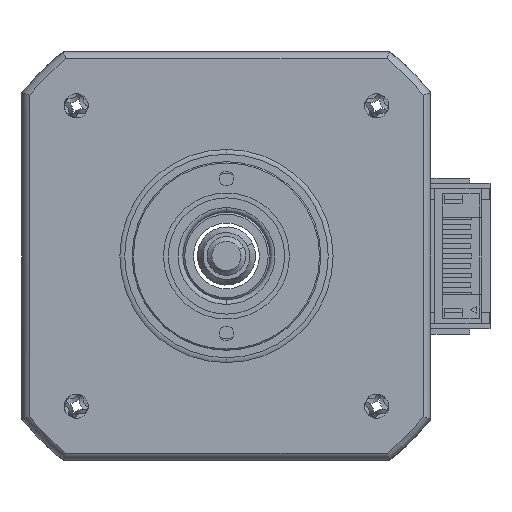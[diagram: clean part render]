
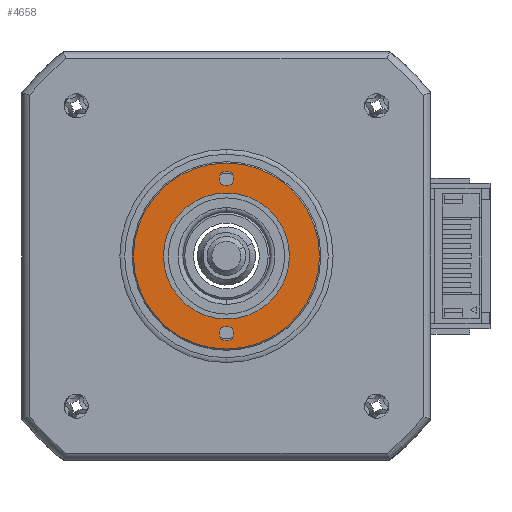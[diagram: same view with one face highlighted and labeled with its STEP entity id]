
A CAD part, left-side view. The second image highlights one B-rep face of the part: STEP entity #4658.
In plain terms, the highlighted planar face has unit normal (-1, 0, 0).
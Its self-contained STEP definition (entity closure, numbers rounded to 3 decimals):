
#35 = CIRCLE ( 'NONE', #4262, 0.75 ) ;
#96 = DIRECTION ( 'NONE',  ( 0., 1., 0. ) ) ;
#388 = AXIS2_PLACEMENT_3D ( 'NONE', #7877, #1920, #8857 ) ;
#493 = CARTESIAN_POINT ( 'NONE',  ( -26.423, 5.222, 40.3 ) ) ;
#1155 = DIRECTION ( 'NONE',  ( -1., 0., 0. ) ) ;
#1240 = VERTEX_POINT ( 'NONE', #8477 ) ;
#1301 = FACE_BOUND ( 'NONE', #12819, .T. ) ;
#1575 = EDGE_LOOP ( 'NONE', ( #12486, #10318 ) ) ;
#1609 = CARTESIAN_POINT ( 'NONE',  ( -26.423, -2.028, 48.3 ) ) ;
#1741 = DIRECTION ( 'NONE',  ( 1., 0., 0. ) ) ;
#1851 = CARTESIAN_POINT ( 'NONE',  ( -26.423, 4.472, 48.3 ) ) ;
#1907 = DIRECTION ( 'NONE',  ( 1., 0., 0. ) ) ;
#1920 = DIRECTION ( 'NONE',  ( 1., 0., 0. ) ) ;
#1986 = DIRECTION ( 'NONE',  ( 0., 1., 0. ) ) ;
#2238 = CARTESIAN_POINT ( 'NONE',  ( -26.423, 4.472, 56.3 ) ) ;
#2353 = DIRECTION ( 'NONE',  ( 0., 1., 0. ) ) ;
#2594 = EDGE_CURVE ( 'NONE', #10081, #8777, #6744, .T. ) ;
#2874 = DIRECTION ( 'NONE',  ( 0., 1., 0. ) ) ;
#3231 = CIRCLE ( 'NONE', #388, 6.5 ) ;
#3273 = DIRECTION ( 'NONE',  ( 0., 1., 0. ) ) ;
#3520 = VERTEX_POINT ( 'NONE', #5945 ) ;
#3559 = AXIS2_PLACEMENT_3D ( 'NONE', #11973, #6010, #96 ) ;
#3563 = CIRCLE ( 'NONE', #8491, 9.6 ) ;
#3692 = ORIENTED_EDGE ( 'NONE', *, *, #8639, .T. ) ;
#3807 = AXIS2_PLACEMENT_3D ( 'NONE', #7973, #1907, #1986 ) ;
#3962 = ORIENTED_EDGE ( 'NONE', *, *, #7729, .T. ) ;
#4109 = AXIS2_PLACEMENT_3D ( 'NONE', #7691, #1741, #8690 ) ;
#4154 = CIRCLE ( 'NONE', #6691, 0.75 ) ;
#4262 = AXIS2_PLACEMENT_3D ( 'NONE', #2238, #9165, #3273 ) ;
#4590 = VERTEX_POINT ( 'NONE', #7159 ) ;
#4658 = ADVANCED_FACE ( 'NONE', ( #8897, #1301, #9189, #11581 ), #7291, .F. ) ;
#5319 = VERTEX_POINT ( 'NONE', #11251 ) ;
#5386 = VERTEX_POINT ( 'NONE', #493 ) ;
#5738 = CARTESIAN_POINT ( 'NONE',  ( -26.423, 4.472, 40.3 ) ) ;
#5843 = ORIENTED_EDGE ( 'NONE', *, *, #9203, .T. ) ;
#5945 = CARTESIAN_POINT ( 'NONE',  ( -26.423, 14.072, 48.3 ) ) ;
#6010 = DIRECTION ( 'NONE',  ( 1., 0., 0. ) ) ;
#6308 = VERTEX_POINT ( 'NONE', #7833 ) ;
#6691 = AXIS2_PLACEMENT_3D ( 'NONE', #5738, #12676, #6697 ) ;
#6697 = DIRECTION ( 'NONE',  ( 0., 1., 0. ) ) ;
#6744 = CIRCLE ( 'NONE', #3807, 6.5 ) ;
#7086 = CARTESIAN_POINT ( 'NONE',  ( -26.423, 4.472, 48.3 ) ) ;
#7159 = CARTESIAN_POINT ( 'NONE',  ( -26.423, -5.128, 48.3 ) ) ;
#7291 = PLANE ( 'NONE',  #12286 ) ;
#7536 = CIRCLE ( 'NONE', #4109, 0.75 ) ;
#7691 = CARTESIAN_POINT ( 'NONE',  ( -26.423, 4.472, 56.3 ) ) ;
#7729 = EDGE_CURVE ( 'NONE', #5319, #5386, #8833, .T. ) ;
#7757 = ORIENTED_EDGE ( 'NONE', *, *, #12136, .T. ) ;
#7833 = CARTESIAN_POINT ( 'NONE',  ( -26.423, 5.222, 56.3 ) ) ;
#7843 = AXIS2_PLACEMENT_3D ( 'NONE', #7086, #1155, #8108 ) ;
#7849 = EDGE_CURVE ( 'NONE', #6308, #1240, #35, .T. ) ;
#7877 = CARTESIAN_POINT ( 'NONE',  ( -26.423, 4.472, 48.3 ) ) ;
#7973 = CARTESIAN_POINT ( 'NONE',  ( -26.423, 4.472, 48.3 ) ) ;
#8078 = ORIENTED_EDGE ( 'NONE', *, *, #2594, .T. ) ;
#8108 = DIRECTION ( 'NONE',  ( 0., 1., 0. ) ) ;
#8294 = DIRECTION ( 'NONE',  ( 1., 0., 0. ) ) ;
#8477 = CARTESIAN_POINT ( 'NONE',  ( -26.423, 3.722, 56.3 ) ) ;
#8491 = AXIS2_PLACEMENT_3D ( 'NONE', #1851, #8783, #2874 ) ;
#8639 = EDGE_CURVE ( 'NONE', #3520, #4590, #3563, .T. ) ;
#8690 = DIRECTION ( 'NONE',  ( 0., 1., 0. ) ) ;
#8777 = VERTEX_POINT ( 'NONE', #9981 ) ;
#8783 = DIRECTION ( 'NONE',  ( -1., 0., 0. ) ) ;
#8833 = CIRCLE ( 'NONE', #3559, 0.75 ) ;
#8857 = DIRECTION ( 'NONE',  ( 0., 1., 0. ) ) ;
#8897 = FACE_OUTER_BOUND ( 'NONE', #11967, .T. ) ;
#9104 = EDGE_CURVE ( 'NONE', #5386, #5319, #4154, .T. ) ;
#9165 = DIRECTION ( 'NONE',  ( 1., 0., 0. ) ) ;
#9189 = FACE_BOUND ( 'NONE', #1575, .T. ) ;
#9203 = EDGE_CURVE ( 'NONE', #8777, #10081, #3231, .T. ) ;
#9981 = CARTESIAN_POINT ( 'NONE',  ( -26.423, 10.972, 48.3 ) ) ;
#10013 = CIRCLE ( 'NONE', #7843, 9.6 ) ;
#10081 = VERTEX_POINT ( 'NONE', #1609 ) ;
#10318 = ORIENTED_EDGE ( 'NONE', *, *, #12809, .T. ) ;
#10992 = ORIENTED_EDGE ( 'NONE', *, *, #9104, .T. ) ;
#11251 = CARTESIAN_POINT ( 'NONE',  ( -26.423, 3.722, 40.3 ) ) ;
#11581 = FACE_BOUND ( 'NONE', #11780, .T. ) ;
#11780 = EDGE_LOOP ( 'NONE', ( #8078, #5843 ) ) ;
#11967 = EDGE_LOOP ( 'NONE', ( #3692, #7757 ) ) ;
#11973 = CARTESIAN_POINT ( 'NONE',  ( -26.423, 4.472, 40.3 ) ) ;
#12136 = EDGE_CURVE ( 'NONE', #4590, #3520, #10013, .T. ) ;
#12279 = CARTESIAN_POINT ( 'NONE',  ( -26.423, 4.472, 48.3 ) ) ;
#12286 = AXIS2_PLACEMENT_3D ( 'NONE', #12279, #8294, #2353 ) ;
#12486 = ORIENTED_EDGE ( 'NONE', *, *, #7849, .T. ) ;
#12676 = DIRECTION ( 'NONE',  ( 1., 0., 0. ) ) ;
#12809 = EDGE_CURVE ( 'NONE', #1240, #6308, #7536, .T. ) ;
#12819 = EDGE_LOOP ( 'NONE', ( #10992, #3962 ) ) ;
